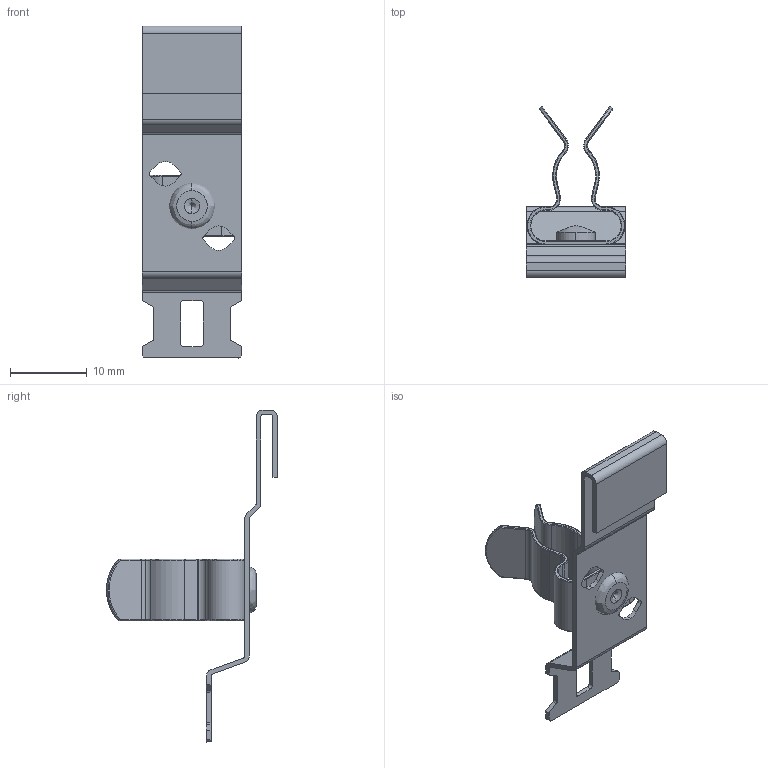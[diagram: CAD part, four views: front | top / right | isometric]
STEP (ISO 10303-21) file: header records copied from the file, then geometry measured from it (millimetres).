
FILE_DESCRIPTION (( 'STEP AP214' ), '1' );
FILE_NAME ('1025-133.STEP', '2024-03-21T08:11:20', ( '' ), ( '' ), 'SwSTEP 2.0', 'SolidWorks 2022', '' );
FILE_SCHEMA (( 'AUTOMOTIVE_DESIGN' ));
Length unit declared in the file: millimetre
Products named in the file (4): 1025-003 Kunden Modell; 3x1,5_1mm Blechst_X2_00e4_X0_rke; 1025-133; 1010-003. (2)
Assembly tree (3 placements, depth 2):
  1025-133
    1025-003 Kunden Modell
    3x1,5_1mm Blechst_X2_00e4_X0_rke
    1010-003. (2)
Bounding box: 13 x 22.34 x 43.35 mm (x, y, z)
Volume: 675.9 mm3; surface area: 2489.2 mm2
Topology: 3 solids, 3 shells, 423 faces, 1117 edges, 711 vertices
Faces by surface type: plane 252, cylinder 102, bspline 69
Entity records: 17241 total; most frequent: CARTESIAN_POINT 3741, ORIENTED_EDGE 2230, DIRECTION 2027, EDGE_CURVE 1115, VECTOR 807, LINE 807, VERTEX_POINT 711, AXIS2_PLACEMENT_3D 610
